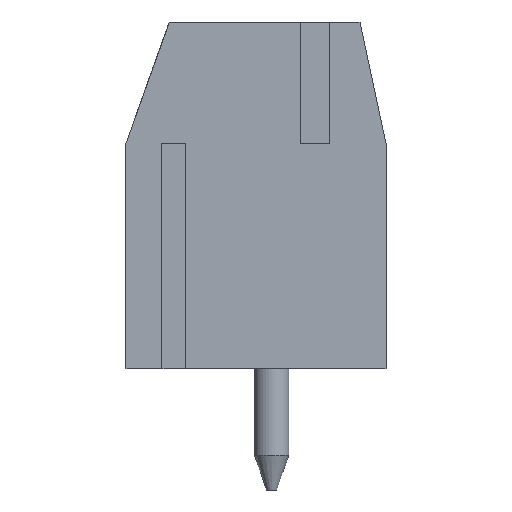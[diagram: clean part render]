
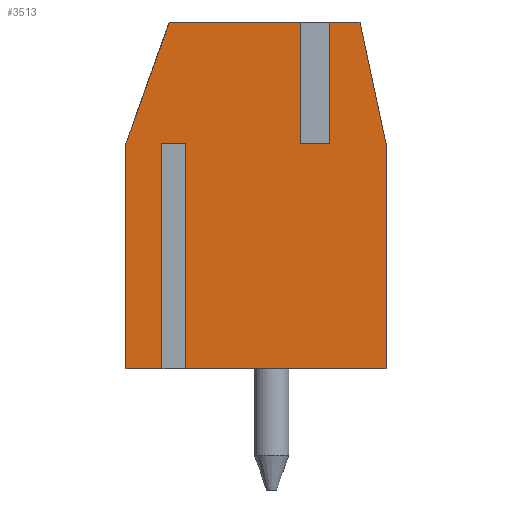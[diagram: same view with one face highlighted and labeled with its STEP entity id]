
A CAD part, left-side view. The second image highlights one B-rep face of the part: STEP entity #3513.
In plain terms, the highlighted planar face has unit normal (-1, 0, 0).
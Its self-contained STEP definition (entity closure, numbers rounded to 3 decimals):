
#526=ORIENTED_EDGE('',*,*,#1466,.F.);
#527=ORIENTED_EDGE('',*,*,#1467,.F.);
#528=ORIENTED_EDGE('',*,*,#1468,.T.);
#529=ORIENTED_EDGE('',*,*,#1232,.T.);
#530=ORIENTED_EDGE('',*,*,#1278,.T.);
#531=ORIENTED_EDGE('',*,*,#1465,.T.);
#532=ORIENTED_EDGE('',*,*,#1322,.T.);
#533=ORIENTED_EDGE('',*,*,#1469,.F.);
#534=ORIENTED_EDGE('',*,*,#1470,.F.);
#535=ORIENTED_EDGE('',*,*,#1471,.T.);
#536=ORIENTED_EDGE('',*,*,#1342,.T.);
#537=ORIENTED_EDGE('',*,*,#1320,.T.);
#538=ORIENTED_EDGE('',*,*,#1472,.T.);
#539=ORIENTED_EDGE('',*,*,#1236,.T.);
#1232=EDGE_CURVE('',#1730,#1729,#2063,.T.);
#1236=EDGE_CURVE('',#1734,#1733,#2067,.T.);
#1278=EDGE_CURVE('',#1729,#1767,#2097,.F.);
#1320=EDGE_CURVE('',#1769,#1807,#2139,.T.);
#1322=EDGE_CURVE('',#1810,#1808,#2141,.T.);
#1342=EDGE_CURVE('',#1823,#1769,#2156,.T.);
#1465=EDGE_CURVE('',#1767,#1810,#2256,.T.);
#1466=EDGE_CURVE('',#1907,#1733,#2257,.T.);
#1467=EDGE_CURVE('',#1908,#1907,#2258,.T.);
#1468=EDGE_CURVE('',#1908,#1730,#2259,.T.);
#1469=EDGE_CURVE('',#1909,#1808,#2260,.T.);
#1470=EDGE_CURVE('',#1910,#1909,#2261,.T.);
#1471=EDGE_CURVE('',#1910,#1823,#2262,.T.);
#1472=EDGE_CURVE('',#1807,#1734,#2263,.F.);
#1729=VERTEX_POINT('',#5234);
#1730=VERTEX_POINT('',#5236);
#1733=VERTEX_POINT('',#5242);
#1734=VERTEX_POINT('',#5244);
#1767=VERTEX_POINT('',#5320);
#1769=VERTEX_POINT('',#5325);
#1807=VERTEX_POINT('',#5403);
#1808=VERTEX_POINT('',#5407);
#1810=VERTEX_POINT('',#5410);
#1823=VERTEX_POINT('',#5443);
#1907=VERTEX_POINT('',#5677);
#1908=VERTEX_POINT('',#5679);
#1909=VERTEX_POINT('',#5682);
#1910=VERTEX_POINT('',#5684);
#2063=LINE('',#5235,#2463);
#2067=LINE('',#5243,#2467);
#2097=LINE('',#5321,#2497);
#2139=LINE('',#5404,#2539);
#2141=LINE('',#5409,#2541);
#2156=LINE('',#5442,#2556);
#2256=LINE('',#5674,#2656);
#2257=LINE('',#5676,#2657);
#2258=LINE('',#5678,#2658);
#2259=LINE('',#5680,#2659);
#2260=LINE('',#5681,#2660);
#2261=LINE('',#5683,#2661);
#2262=LINE('',#5685,#2662);
#2263=LINE('',#5686,#2663);
#2463=VECTOR('',#4221,1000.);
#2467=VECTOR('',#4225,1000.);
#2497=VECTOR('',#4283,1000.);
#2539=VECTOR('',#4327,1000.);
#2541=VECTOR('',#4331,1000.);
#2556=VECTOR('',#4356,1000.);
#2656=VECTOR('',#4552,1000.);
#2657=VECTOR('',#4555,1000.);
#2658=VECTOR('',#4556,1000.);
#2659=VECTOR('',#4557,1000.);
#2660=VECTOR('',#4558,1000.);
#2661=VECTOR('',#4559,1000.);
#2662=VECTOR('',#4560,1000.);
#2663=VECTOR('',#4561,1000.);
#2892=EDGE_LOOP('',(#526,#527,#528,#529,#530,#531,#532,#533,#534,#535,#536,
#537,#538,#539));
#3138=FACE_BOUND('',#2892,.T.);
#3365=PLANE('',#3963);
#3513=ADVANCED_FACE('',(#3138),#3365,.T.);
#3963=AXIS2_PLACEMENT_3D('',#5675,#4553,#4554);
#4221=DIRECTION('',(0.,1.,0.));
#4225=DIRECTION('',(0.,1.,0.));
#4283=DIRECTION('',(0.,-0.336,0.942));
#4327=DIRECTION('',(0.,0.,1.));
#4331=DIRECTION('',(0.,-1.,0.));
#4356=DIRECTION('',(0.,-1.,0.));
#4552=DIRECTION('',(0.,0.,-1.));
#4553=DIRECTION('',(-1.,0.,0.));
#4554=DIRECTION('',(0.,0.,1.));
#4555=DIRECTION('',(0.,0.,1.));
#4556=DIRECTION('',(0.,-1.,0.));
#4557=DIRECTION('',(0.,0.,1.));
#4558=DIRECTION('',(0.,0.,-1.));
#4559=DIRECTION('',(0.,1.,0.));
#4560=DIRECTION('',(0.,0.,-1.));
#4561=DIRECTION('',(0.,-0.21,-0.978));
#5234=CARTESIAN_POINT('',(-12.5,2.5,5.));
#5235=CARTESIAN_POINT('',(-12.5,-3.75,5.));
#5236=CARTESIAN_POINT('',(-12.5,-1.35,5.));
#5242=CARTESIAN_POINT('',(-12.5,-2.05,5.));
#5243=CARTESIAN_POINT('',(-12.5,-3.75,5.));
#5244=CARTESIAN_POINT('',(-12.5,-3.,5.));
#5320=CARTESIAN_POINT('',(-12.5,3.75,1.5));
#5321=CARTESIAN_POINT('',(-12.5,3.801,1.357));
#5325=CARTESIAN_POINT('',(-12.5,-3.75,-5.));
#5403=CARTESIAN_POINT('',(-12.5,-3.75,1.5));
#5404=CARTESIAN_POINT('',(-12.5,-3.75,-5.));
#5407=CARTESIAN_POINT('',(-12.5,2.725,-5.));
#5409=CARTESIAN_POINT('',(-12.5,3.75,-5.));
#5410=CARTESIAN_POINT('',(-12.5,3.75,-5.));
#5442=CARTESIAN_POINT('',(-12.5,3.75,-5.));
#5443=CARTESIAN_POINT('',(-12.5,2.025,-5.));
#5674=CARTESIAN_POINT('',(-12.5,3.75,5.));
#5675=CARTESIAN_POINT('',(-12.5,0.,0.));
#5676=CARTESIAN_POINT('',(-12.5,-2.05,1.5));
#5677=CARTESIAN_POINT('',(-12.5,-2.05,1.5));
#5678=CARTESIAN_POINT('',(-12.5,-1.35,1.5));
#5679=CARTESIAN_POINT('',(-12.5,-1.35,1.5));
#5680=CARTESIAN_POINT('',(-12.5,-1.35,1.5));
#5681=CARTESIAN_POINT('',(-12.5,2.725,1.5));
#5682=CARTESIAN_POINT('',(-12.5,2.725,1.5));
#5683=CARTESIAN_POINT('',(-12.5,2.025,1.5));
#5684=CARTESIAN_POINT('',(-12.5,2.025,1.5));
#5685=CARTESIAN_POINT('',(-12.5,2.025,1.5));
#5686=CARTESIAN_POINT('',(-12.5,-3.893,0.834));
